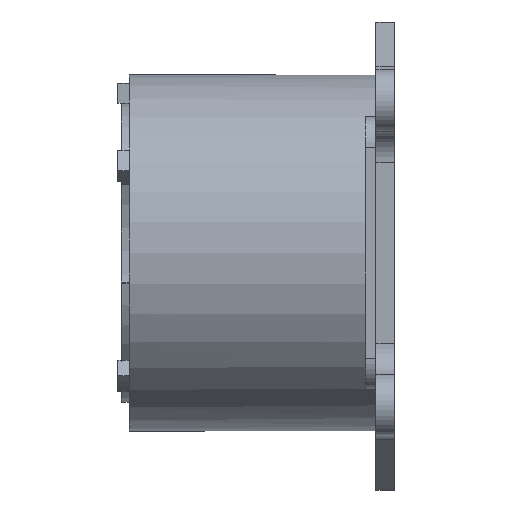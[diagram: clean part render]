
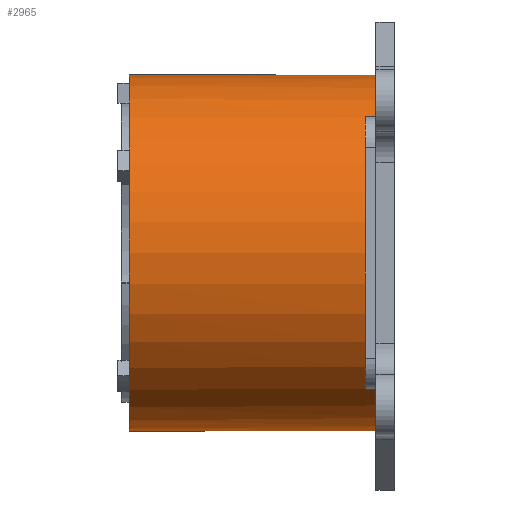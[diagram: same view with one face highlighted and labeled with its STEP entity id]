
A CAD part, left-side view. The second image highlights one B-rep face of the part: STEP entity #2965.
In plain terms, the highlighted cylindrical face has radius 29 mm (diameter 58 mm), a full revolution.
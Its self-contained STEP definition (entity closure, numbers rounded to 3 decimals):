
#103=CYLINDRICAL_SURFACE('',#3281,29.);
#151=FACE_BOUND('',#511,.T.);
#307=FACE_OUTER_BOUND('',#510,.T.);
#510=EDGE_LOOP('',(#2673,#2674,#2675,#2676,#2677,#2678,#2679,#2680));
#511=EDGE_LOOP('',(#2681));
#607=CIRCLE('',#3144,29.);
#656=CIRCLE('',#3258,29.);
#659=CIRCLE('',#3262,29.);
#666=CIRCLE('',#3279,29.);
#667=CIRCLE('',#3280,29.);
#897=LINE('',#4949,#1150);
#906=LINE('',#4980,#1159);
#909=LINE('',#4986,#1162);
#913=LINE('',#4996,#1166);
#1150=VECTOR('',#4092,4.75);
#1159=VECTOR('',#4119,4.75);
#1162=VECTOR('',#4124,4.75);
#1166=VECTOR('',#4134,4.75);
#1334=VERTEX_POINT('',#4627);
#1431=VERTEX_POINT('',#4947);
#1432=VERTEX_POINT('',#4948);
#1435=VERTEX_POINT('',#4956);
#1439=VERTEX_POINT('',#4966);
#1440=VERTEX_POINT('',#4967);
#1445=VERTEX_POINT('',#4979);
#1447=VERTEX_POINT('',#4985);
#1450=VERTEX_POINT('',#4995);
#1669=EDGE_CURVE('',#1334,#1334,#607,.T.);
#1828=EDGE_CURVE('',#1431,#1432,#897,.T.);
#1832=EDGE_CURVE('',#1432,#1435,#656,.T.);
#1837=EDGE_CURVE('',#1439,#1440,#659,.T.);
#1843=EDGE_CURVE('',#1435,#1445,#906,.T.);
#1846=EDGE_CURVE('',#1447,#1439,#909,.T.);
#1851=EDGE_CURVE('',#1440,#1450,#913,.T.);
#1862=EDGE_CURVE('',#1431,#1450,#666,.T.);
#1863=EDGE_CURVE('',#1447,#1445,#667,.T.);
#2673=ORIENTED_EDGE('',*,*,#1851,.T.);
#2674=ORIENTED_EDGE('',*,*,#1862,.F.);
#2675=ORIENTED_EDGE('',*,*,#1828,.T.);
#2676=ORIENTED_EDGE('',*,*,#1832,.T.);
#2677=ORIENTED_EDGE('',*,*,#1843,.T.);
#2678=ORIENTED_EDGE('',*,*,#1863,.F.);
#2679=ORIENTED_EDGE('',*,*,#1846,.T.);
#2680=ORIENTED_EDGE('',*,*,#1837,.T.);
#2681=ORIENTED_EDGE('',*,*,#1669,.T.);
#2965=ADVANCED_FACE('',(#307,#151),#103,.T.);
#3144=AXIS2_PLACEMENT_3D('',#4628,#3756,#3757);
#3258=AXIS2_PLACEMENT_3D('',#4957,#4098,#4099);
#3262=AXIS2_PLACEMENT_3D('',#4968,#4108,#4109);
#3279=AXIS2_PLACEMENT_3D('',#5017,#4160,#4161);
#3280=AXIS2_PLACEMENT_3D('',#5018,#4162,#4163);
#3281=AXIS2_PLACEMENT_3D('',#5019,#4164,#4165);
#3756=DIRECTION('center_axis',(0.,0.,-1.));
#3757=DIRECTION('ref_axis',(-1.,0.,0.));
#4092=DIRECTION('',(0.,0.,1.));
#4098=DIRECTION('center_axis',(0.,0.,
1.));
#4099=DIRECTION('ref_axis',(-1.,0.,0.));
#4108=DIRECTION('center_axis',(0.,0.,
1.));
#4109=DIRECTION('ref_axis',(-1.,0.,0.));
#4119=DIRECTION('',(0.,0.,-1.));
#4124=DIRECTION('',(0.,0.,1.));
#4134=DIRECTION('',(0.,0.,-1.));
#4160=DIRECTION('center_axis',(0.,0.,-1.));
#4161=DIRECTION('ref_axis',(-1.,0.,0.));
#4162=DIRECTION('center_axis',(0.,0.,-1.));
#4163=DIRECTION('ref_axis',(-1.,0.,0.));
#4164=DIRECTION('center_axis',(0.,0.,-1.));
#4165=DIRECTION('ref_axis',(-1.,0.,0.));
#4627=CARTESIAN_POINT('',(29.,0.,-4.13));
#4628=CARTESIAN_POINT('Origin',(0.,0.,-4.13));
#4947=CARTESIAN_POINT('',(18.718,-22.15,-47.25));
#4948=CARTESIAN_POINT('',(18.718,-22.15,-42.5));
#4949=CARTESIAN_POINT('',(18.718,-22.15,-4.13));
#4956=CARTESIAN_POINT('',(18.718,22.15,-42.5));
#4957=CARTESIAN_POINT('Origin',(0.,0.,-42.5));
#4966=CARTESIAN_POINT('',(-18.718,22.15,-42.5));
#4967=CARTESIAN_POINT('',(-18.718,-22.15,-42.5));
#4968=CARTESIAN_POINT('Origin',(0.,0.,-42.5));
#4979=CARTESIAN_POINT('',(18.718,22.15,-47.25));
#4980=CARTESIAN_POINT('',(18.718,22.15,-4.13));
#4985=CARTESIAN_POINT('',(-18.718,22.15,-47.25));
#4986=CARTESIAN_POINT('',(-18.718,22.15,-4.13));
#4995=CARTESIAN_POINT('',(-18.718,-22.15,-47.25));
#4996=CARTESIAN_POINT('',(-18.718,-22.15,-4.13));
#5017=CARTESIAN_POINT('Origin',(0.,0.,-47.25));
#5018=CARTESIAN_POINT('Origin',(0.,0.,-47.25));
#5019=CARTESIAN_POINT('Origin',(0.,0.,-4.13));
